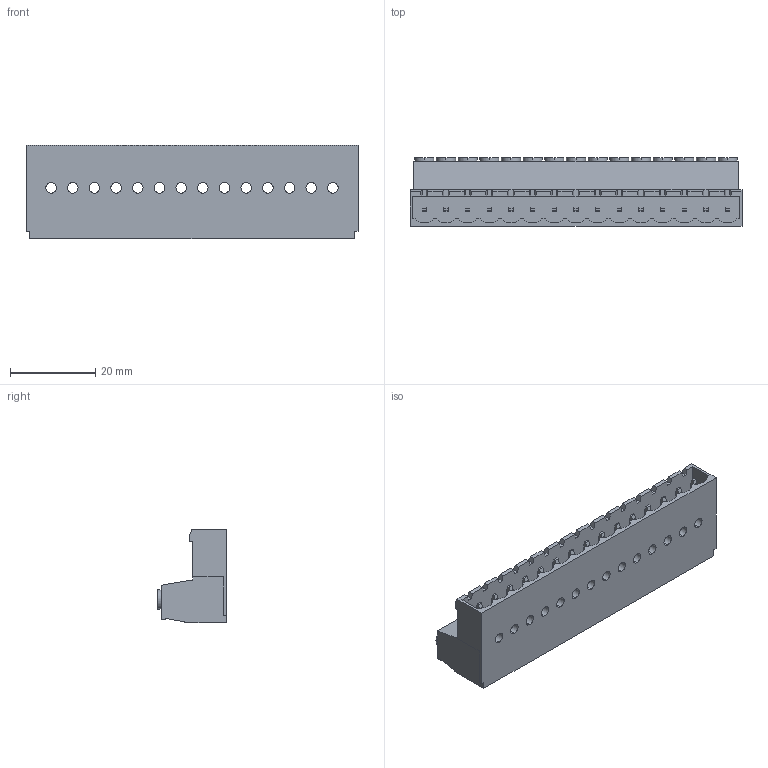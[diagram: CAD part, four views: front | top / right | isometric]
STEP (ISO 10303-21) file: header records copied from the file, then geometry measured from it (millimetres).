
FILE_DESCRIPTION (( 'STEP AP203' ), '1' );
FILE_NAME ('SOKETLI KABLO BIRLESIRICI KLEMENS - 5,08 MM KABLO BIRLESTIRICI ERKEK - 15 LI.STEP', '2018-09-12T08:44:01', ( 'user' ), ( '' ), 'SwSTEP 2.0', 'SolidWorks 2016', '' );
FILE_SCHEMA (( 'CONFIG_CONTROL_DESIGN' ));
Length unit declared in the file: millimetre
Products named in the file (1): SOKETLI KABLO BIRLESIRICI KLEMENS - 5,08 MM  KABLO BIRLESTIRICI ERKEK - 15 LI
Bounding box: 77.81 x 16.15 x 22 mm (x, y, z)
Volume: 13100.2 mm3; surface area: 10872.5 mm2
Topology: 1 solids, 1 shells, 566 faces, 1437 edges, 948 vertices
Faces by surface type: plane 463, cylinder 103
Entity records: 17040 total; most frequent: CARTESIAN_POINT 2952, ORIENTED_EDGE 2874, DIRECTION 2837, EDGE_CURVE 1437, VECTOR 1171, LINE 1171, VERTEX_POINT 948, AXIS2_PLACEMENT_3D 833
